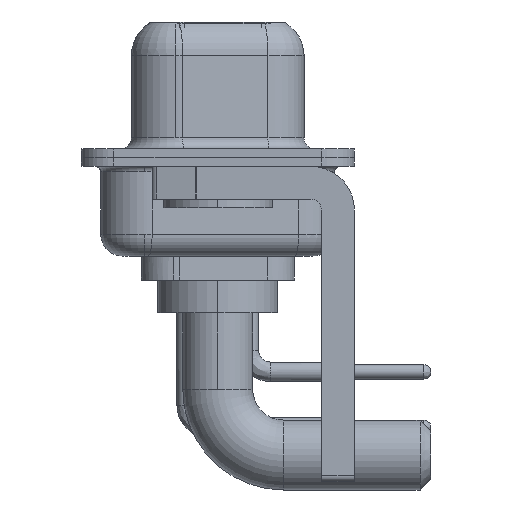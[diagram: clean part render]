
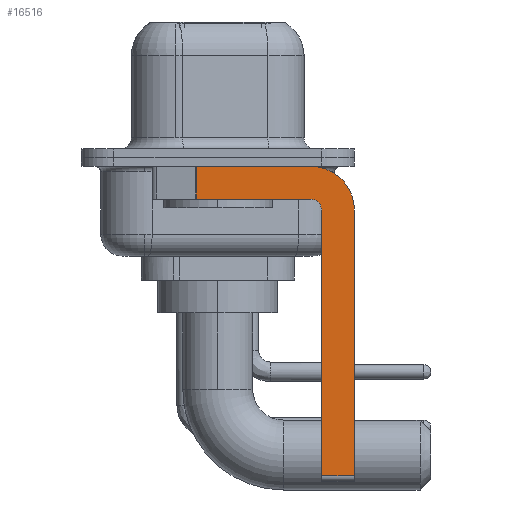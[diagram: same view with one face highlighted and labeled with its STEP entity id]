
A CAD part, left-side view. The second image highlights one B-rep face of the part: STEP entity #16516.
In plain terms, the highlighted planar face has unit normal (-1, 0, 0).
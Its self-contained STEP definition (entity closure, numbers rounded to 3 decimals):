
#124 = VERTEX_POINT ( 'NONE', #7384 ) ;
#387 = FACE_OUTER_BOUND ( 'NONE', #12052, .T. ) ;
#523 = CIRCLE ( 'NONE', #11558, 0.5 ) ;
#698 = VECTOR ( 'NONE', #22415, 1000. ) ;
#1222 = VERTEX_POINT ( 'NONE', #9490 ) ;
#1741 = EDGE_CURVE ( 'NONE', #124, #18493, #16314, .T. ) ;
#2073 = CARTESIAN_POINT ( 'NONE',  ( -2.9, 0.978, -1.9 ) ) ;
#2602 = ORIENTED_EDGE ( 'NONE', *, *, #14015, .F. ) ;
#2817 = EDGE_CURVE ( 'NONE', #1222, #6606, #523, .T. ) ;
#2865 = EDGE_CURVE ( 'NONE', #18493, #10375, #4916, .T. ) ;
#3130 = CARTESIAN_POINT ( 'NONE',  ( -2.9, -4.25, -1.9 ) ) ;
#3202 = AXIS2_PLACEMENT_3D ( 'NONE', #19637, #9377, #17900 ) ;
#3397 = LINE ( 'NONE', #15392, #698 ) ;
#3451 = CARTESIAN_POINT ( 'NONE',  ( -2.9, -6.25, -14.55 ) ) ;
#3481 = ORIENTED_EDGE ( 'NONE', *, *, #1741, .F. ) ;
#3513 = VECTOR ( 'NONE', #18093, 1000. ) ;
#3689 = LINE ( 'NONE', #2073, #3513 ) ;
#4548 = EDGE_CURVE ( 'NONE', #6606, #10457, #22650, .T. ) ;
#4691 = DIRECTION ( 'NONE',  ( 0., 0., 1. ) ) ;
#4916 = LINE ( 'NONE', #11712, #20782 ) ;
#5523 = LINE ( 'NONE', #19476, #10465 ) ;
#6426 = DIRECTION ( 'NONE',  ( -1., 0., 0. ) ) ;
#6606 = VERTEX_POINT ( 'NONE', #3130 ) ;
#6647 = DIRECTION ( 'NONE',  ( 0., 0., -1. ) ) ;
#7004 = ORIENTED_EDGE ( 'NONE', *, *, #2817, .F. ) ;
#7168 = ORIENTED_EDGE ( 'NONE', *, *, #20288, .T. ) ;
#7229 = ORIENTED_EDGE ( 'NONE', *, *, #15561, .T. ) ;
#7252 = CARTESIAN_POINT ( 'NONE',  ( -2.9, -6.25, -2.4 ) ) ;
#7384 = CARTESIAN_POINT ( 'NONE',  ( -2.9, -4.25, -0.4 ) ) ;
#7950 = VECTOR ( 'NONE', #21282, 1000. ) ;
#9377 = DIRECTION ( 'NONE',  ( 1., 0., 0. ) ) ;
#9490 = CARTESIAN_POINT ( 'NONE',  ( -2.9, -4.75, -2.4 ) ) ;
#10026 = LINE ( 'NONE', #22130, #15158 ) ;
#10188 = EDGE_CURVE ( 'NONE', #18238, #1222, #10026, .T. ) ;
#10375 = VERTEX_POINT ( 'NONE', #3451 ) ;
#10446 = CARTESIAN_POINT ( 'NONE',  ( -2.9, -4.25, -1.9 ) ) ;
#10457 = VERTEX_POINT ( 'NONE', #13596 ) ;
#10465 = VECTOR ( 'NONE', #16124, 1000. ) ;
#10870 = PLANE ( 'NONE',  #3202 ) ;
#11198 = ORIENTED_EDGE ( 'NONE', *, *, #10188, .F. ) ;
#11558 = AXIS2_PLACEMENT_3D ( 'NONE', #22205, #6426, #4691 ) ;
#11712 = CARTESIAN_POINT ( 'NONE',  ( -2.9, -6.25, -2.4 ) ) ;
#12052 = EDGE_LOOP ( 'NONE', ( #2602, #7229, #16950, #7004, #11198, #7168, #15567, #3481 ) ) ;
#13596 = CARTESIAN_POINT ( 'NONE',  ( -2.9, 0.978, -1.9 ) ) ;
#14015 = EDGE_CURVE ( 'NONE', #17374, #124, #5523, .T. ) ;
#15158 = VECTOR ( 'NONE', #15212, 1000. ) ;
#15212 = DIRECTION ( 'NONE',  ( 0., 0., 1. ) ) ;
#15392 = CARTESIAN_POINT ( 'NONE',  ( -2.9, -4.25, -14.55 ) ) ;
#15561 = EDGE_CURVE ( 'NONE', #17374, #10457, #3689, .T. ) ;
#15567 = ORIENTED_EDGE ( 'NONE', *, *, #2865, .F. ) ;
#16124 = DIRECTION ( 'NONE',  ( 0., -1., 0. ) ) ;
#16314 = CIRCLE ( 'NONE', #22552, 2. ) ;
#16315 = DIRECTION ( 'NONE',  ( 0., 0., -1. ) ) ;
#16516 = ADVANCED_FACE ( 'NONE', ( #387 ), #10870, .F. ) ;
#16764 = DIRECTION ( 'NONE',  ( 1., 0., 0. ) ) ;
#16950 = ORIENTED_EDGE ( 'NONE', *, *, #4548, .F. ) ;
#17374 = VERTEX_POINT ( 'NONE', #21196 ) ;
#17900 = DIRECTION ( 'NONE',  ( 0., 0., -1. ) ) ;
#18093 = DIRECTION ( 'NONE',  ( 0., 0., -1. ) ) ;
#18238 = VERTEX_POINT ( 'NONE', #21906 ) ;
#18276 = CARTESIAN_POINT ( 'NONE',  ( -2.9, -4.25, -2.4 ) ) ;
#18493 = VERTEX_POINT ( 'NONE', #7252 ) ;
#19476 = CARTESIAN_POINT ( 'NONE',  ( -2.9, 3., -0.4 ) ) ;
#19637 = CARTESIAN_POINT ( 'NONE',  ( -2.9, -4.25, -2.4 ) ) ;
#20288 = EDGE_CURVE ( 'NONE', #18238, #10375, #3397, .T. ) ;
#20782 = VECTOR ( 'NONE', #6647, 1000. ) ;
#21196 = CARTESIAN_POINT ( 'NONE',  ( -2.9, 0.978, -0.4 ) ) ;
#21282 = DIRECTION ( 'NONE',  ( 0., 1., 0. ) ) ;
#21906 = CARTESIAN_POINT ( 'NONE',  ( -2.9, -4.75, -14.55 ) ) ;
#22130 = CARTESIAN_POINT ( 'NONE',  ( -2.9, -4.75, -14.8 ) ) ;
#22205 = CARTESIAN_POINT ( 'NONE',  ( -2.9, -4.25, -2.4 ) ) ;
#22415 = DIRECTION ( 'NONE',  ( 0., -1., 0. ) ) ;
#22552 = AXIS2_PLACEMENT_3D ( 'NONE', #18276, #16764, #16315 ) ;
#22650 = LINE ( 'NONE', #10446, #7950 ) ;
